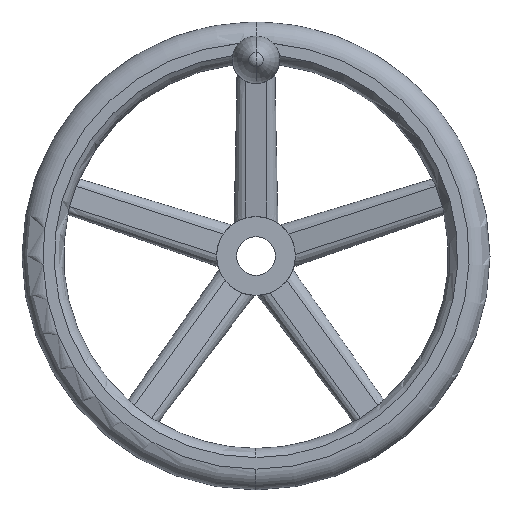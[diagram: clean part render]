
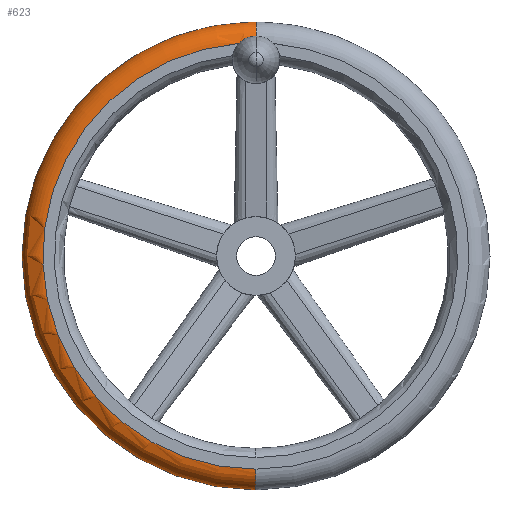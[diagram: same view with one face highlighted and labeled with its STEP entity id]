
A CAD part, top view. The second image highlights one B-rep face of the part: STEP entity #623.
In plain terms, the highlighted toroidal (fillet/blend) face has major radius 143.5 mm and minor radius 14 mm.
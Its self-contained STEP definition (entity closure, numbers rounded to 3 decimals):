
#329=VERTEX_POINT('',#943);
#337=EDGE_CURVE('',#387,#351,#951,.T.);
#345=EDGE_CURVE('',#351,#329,#959,.T.);
#351=VERTEX_POINT('',#968);
#369=EDGE_CURVE('',#387,#453,#987,.T.);
#387=VERTEX_POINT('',#1009);
#439=EDGE_CURVE('',#919,#453,#1067,.T.);
#453=VERTEX_POINT('',#1082);
#623=ADVANCED_FACE('',(#1265),#1266,.T.);
#881=EDGE_CURVE('',#919,#329,#1554,.T.);
#919=VERTEX_POINT('',#1594);
#943=CARTESIAN_POINT('',(0.,143.5,56.0));
#951=CIRCLE('',#1648,143.5);
#959=CIRCLE('',#1694,143.5);
#968=CARTESIAN_POINT('',(-11.589,143.031,56.));
#987=CIRCLE('',#1777,14.0);
#1009=CARTESIAN_POINT('',(0.,-143.5,56.0));
#1067=CIRCLE('',#2017,157.5);
#1082=CARTESIAN_POINT('',(0.,-157.5,42.0));
#1265=FACE_OUTER_BOUND('',#2504,.T.);
#1266=TOROIDAL_SURFACE('',#2505,143.5,14.0);
#1554=CIRCLE('',#3371,14.0);
#1594=CARTESIAN_POINT('',(0.,157.5,42.0));
#1648=AXIS2_PLACEMENT_3D('',#3498,#3499,#3500);
#1694=AXIS2_PLACEMENT_3D('',#3502,#3503,#3504);
#1777=AXIS2_PLACEMENT_3D('',#3540,#3541,#3542);
#2017=AXIS2_PLACEMENT_3D('',#3639,#3640,#3641);
#2504=EDGE_LOOP('',(#3833,#3834,#3835,#3836,#3837));
#2505=AXIS2_PLACEMENT_3D('',#3838,#3839,#3840);
#3371=AXIS2_PLACEMENT_3D('',#4227,#4228,#4229);
#3498=CARTESIAN_POINT('',(0.,0.,56.0));
#3499=DIRECTION('',(0.,0.,-1.0));
#3500=DIRECTION('',(0.,1.0,0.));
#3502=CARTESIAN_POINT('',(0.,0.,56.0));
#3503=DIRECTION('',(0.,0.,-1.0));
#3504=DIRECTION('',(0.,1.0,0.));
#3540=CARTESIAN_POINT('',(0.,-143.5,42.0));
#3541=DIRECTION('',(1.0,0.,0.));
#3542=DIRECTION('',(0.,-1.0,0.));
#3639=CARTESIAN_POINT('',(0.,0.,42.0));
#3640=DIRECTION('',(0.,0.,1.0));
#3641=DIRECTION('',(1.0,0.0,0.));
#3833=ORIENTED_EDGE('',*,*,#439,.T.);
#3834=ORIENTED_EDGE('',*,*,#369,.F.);
#3835=ORIENTED_EDGE('',*,*,#337,.T.);
#3836=ORIENTED_EDGE('',*,*,#345,.T.);
#3837=ORIENTED_EDGE('',*,*,#881,.F.);
#3838=CARTESIAN_POINT('',(0.,0.,42.0));
#3839=DIRECTION('',(0.,0.,1.0));
#3840=DIRECTION('',(0.,1.0,0.0));
#4227=CARTESIAN_POINT('',(0.,143.5,42.0));
#4228=DIRECTION('',(1.0,0.,0.));
#4229=DIRECTION('',(0.,1.0,0.));
